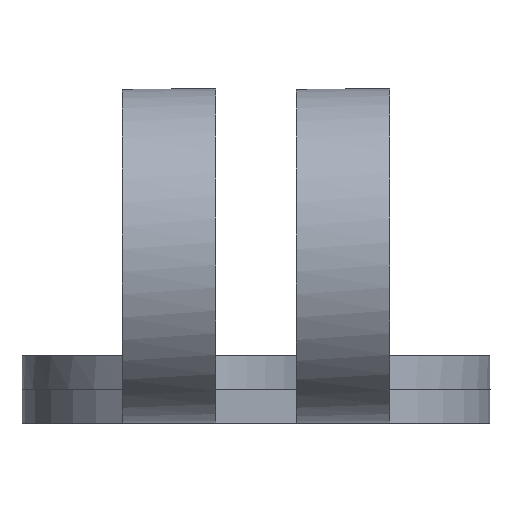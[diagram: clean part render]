
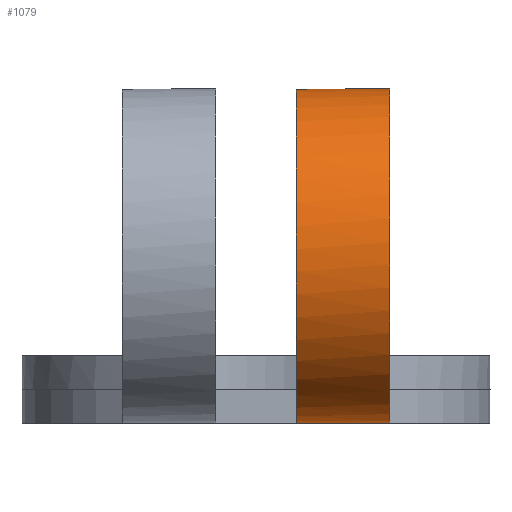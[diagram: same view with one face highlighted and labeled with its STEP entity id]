
A CAD part, left-side view. The second image highlights one B-rep face of the part: STEP entity #1079.
In plain terms, the highlighted free-form (B-spline) face has degree [1, 2] with [2, 7] control points.
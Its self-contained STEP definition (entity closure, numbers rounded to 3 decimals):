
#351=CARTESIAN_POINT('',(0.4,-0.6,-2.5));
#352=VERTEX_POINT('',#351);
#372=CARTESIAN_POINT('',(2.884,-0.6,0.283));
#373=VERTEX_POINT('',#372);
#374=CARTESIAN_POINT('',(2.884,-0.6,0.283));
#375=CARTESIAN_POINT('',(2.611,-0.6,2.675));
#376=CARTESIAN_POINT('',(0.211,-0.6,2.493));
#377=CARTESIAN_POINT('',(-2.189,-0.6,2.311));
#378=CARTESIAN_POINT('',(-2.098,-0.6,-0.095));
#379=CARTESIAN_POINT('',(-2.007,-0.6,-2.5));
#380=CARTESIAN_POINT('',(0.4,-0.6,-2.5));
#388=(BOUNDED_CURVE()B_SPLINE_CURVE(2,(#374,#375,#376,#377,#378,#379,#380),.UNSPECIFIED.,.F.,.U.)B_SPLINE_CURVE_WITH_KNOTS((3,2,2,3),(0.0,0.333,0.667,1.0),.UNSPECIFIED.)CURVE()GEOMETRIC_REPRESENTATION_ITEM()RATIONAL_B_SPLINE_CURVE((1.0,0.72,1.0,0.72,1.0,0.72,1.0))REPRESENTATION_ITEM(''));
#389=EDGE_CURVE('',#373,#352,#388,.T.);
#553=CARTESIAN_POINT('',(2.884,-2.,0.283));
#554=VERTEX_POINT('',#553);
#555=CARTESIAN_POINT('',(2.884,-0.6,0.283));
#556=CARTESIAN_POINT('',(2.884,-2.,0.283));
#557=QUASI_UNIFORM_CURVE('',1,(#555,#556),.UNSPECIFIED.,.F.,.U.);
#558=EDGE_CURVE('',#373,#554,#557,.T.);
#743=CARTESIAN_POINT('',(0.4,-2.,-2.5));
#744=VERTEX_POINT('',#743);
#804=CARTESIAN_POINT('',(0.4,-2.,-2.5));
#805=CARTESIAN_POINT('',(-2.007,-2.,-2.5));
#806=CARTESIAN_POINT('',(-2.098,-2.,-0.095));
#807=CARTESIAN_POINT('',(-2.189,-2.,2.311));
#808=CARTESIAN_POINT('',(0.211,-2.,2.493));
#809=CARTESIAN_POINT('',(2.611,-2.,2.675));
#810=CARTESIAN_POINT('',(2.884,-2.,0.283));
#818=(BOUNDED_CURVE()B_SPLINE_CURVE(2,(#804,#805,#806,#807,#808,#809,#810),.UNSPECIFIED.,.F.,.U.)B_SPLINE_CURVE_WITH_KNOTS((3,2,2,3),(0.0,0.333,0.667,1.0),.UNSPECIFIED.)CURVE()GEOMETRIC_REPRESENTATION_ITEM()RATIONAL_B_SPLINE_CURVE((1.0,0.72,1.0,0.72,1.0,0.72,1.0))REPRESENTATION_ITEM(''));
#819=EDGE_CURVE('',#744,#554,#818,.T.);
#983=CARTESIAN_POINT('',(0.4,-0.6,-2.5));
#984=CARTESIAN_POINT('',(0.4,-2.,-2.5));
#985=QUASI_UNIFORM_CURVE('',1,(#983,#984),.UNSPECIFIED.,.F.,.U.);
#986=EDGE_CURVE('',#352,#744,#985,.T.);
#1051=CARTESIAN_POINT('',(0.488,-0.565,-2.498));
#1052=CARTESIAN_POINT('',(0.488,-2.036,-2.498));
#1053=CARTESIAN_POINT('',(-2.011,-0.565,-2.586));
#1054=CARTESIAN_POINT('',(-2.011,-2.036,-2.586));
#1055=CARTESIAN_POINT('',(-2.098,-0.565,-0.088));
#1056=CARTESIAN_POINT('',(-2.098,-2.036,-0.088));
#1057=CARTESIAN_POINT('',(-2.186,-0.565,2.411));
#1058=CARTESIAN_POINT('',(-2.186,-2.036,2.411));
#1059=CARTESIAN_POINT('',(0.312,-0.565,2.498));
#1060=CARTESIAN_POINT('',(0.312,-2.036,2.498));
#1061=CARTESIAN_POINT('',(2.811,-0.565,2.586));
#1062=CARTESIAN_POINT('',(2.811,-2.036,2.586));
#1063=CARTESIAN_POINT('',(2.898,-0.565,0.088));
#1064=CARTESIAN_POINT('',(2.898,-2.036,0.088));
#1072=(BOUNDED_SURFACE()B_SPLINE_SURFACE(1,2,((#1051,#1053,#1055,#1057,#1059,#1061,#1063),(#1052,#1054,#1056,#1058,#1060,#1062,#1064)),.UNSPECIFIED.,.F.,.F.,.U.)B_SPLINE_SURFACE_WITH_KNOTS((2,2),(3,2,2,3),(0.0,1.0),(0.0,4.142,8.284,12.426),.UNSPECIFIED.)GEOMETRIC_REPRESENTATION_ITEM()RATIONAL_B_SPLINE_SURFACE(((1.0,0.707,1.0,0.707,1.0,0.707,1.0),(1.0,0.707,1.0,0.707,1.0,0.707,1.0)))REPRESENTATION_ITEM('')SURFACE());
#1073=ORIENTED_EDGE('',*,*,#558,.F.);
#1074=ORIENTED_EDGE('',*,*,#389,.T.);
#1075=ORIENTED_EDGE('',*,*,#986,.T.);
#1076=ORIENTED_EDGE('',*,*,#819,.T.);
#1077=EDGE_LOOP('',(#1073,#1074,#1075,#1076));
#1078=FACE_OUTER_BOUND('',#1077,.T.);
#1079=ADVANCED_FACE('',(#1078),#1072,.T.);
